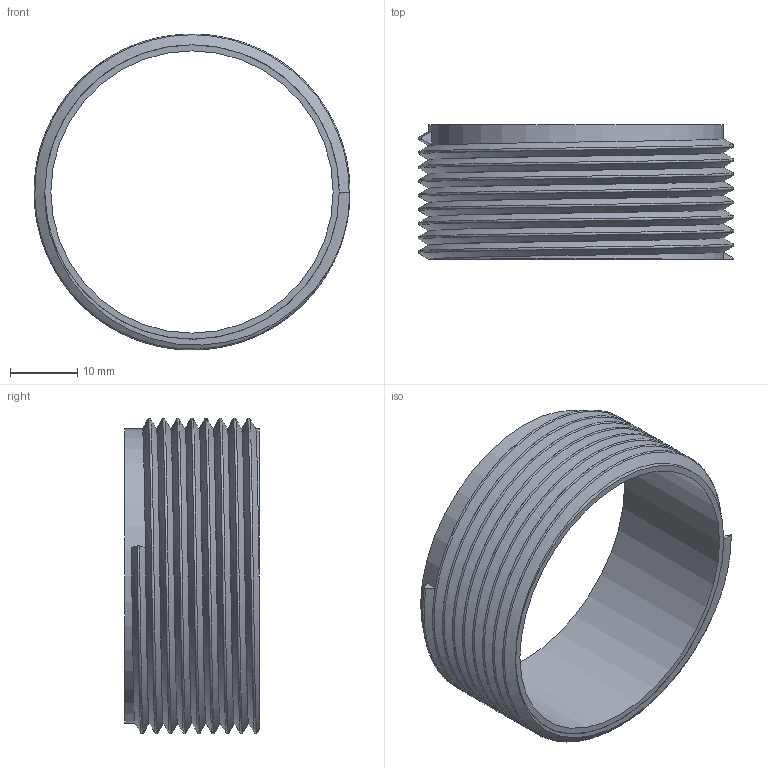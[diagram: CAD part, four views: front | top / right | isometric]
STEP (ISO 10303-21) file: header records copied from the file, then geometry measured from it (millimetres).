
FILE_DESCRIPTION(/* description */ (''),/* implementation_level */ '2;1');
FILE_NAME(/* name */ 'vis_pompe.step',/* time_stamp */ '2025-06-04T14:42:06+02:00',/* author */ (''),/* organization */ (''),/* preprocessor_version */ 'ST-DEVELOPER v20.1',/* originating_system */ 'Autodesk Translation Framework v14.4.0.0',/* authorisation */ '');
FILE_SCHEMA (('AUTOMOTIVE_DESIGN { 1 0 10303 214 3 1 1 }'));
Length unit declared in the file: millimetre
Products named in the file (1): vis_pompe
Bounding box: 47 x 20 x 47 mm (x, y, z)
Volume: 4626.3 mm3; surface area: 12764.6 mm2
Topology: 2 solids, 2 shells, 20 faces, 48 edges, 32 vertices
Faces by surface type: cylinder 12, plane 5, bspline 3
Full cylindrical faces by diameter (mm): 42 x1, 43.8 x9
Entity records: 2902 total; most frequent: CARTESIAN_POINT 2451, ORIENTED_EDGE 96, DIRECTION 63, EDGE_CURVE 48, VERTEX_POINT 32, B_SPLINE_CURVE_WITH_KNOTS 26, AXIS2_PLACEMENT_3D 23, EDGE_LOOP 22
